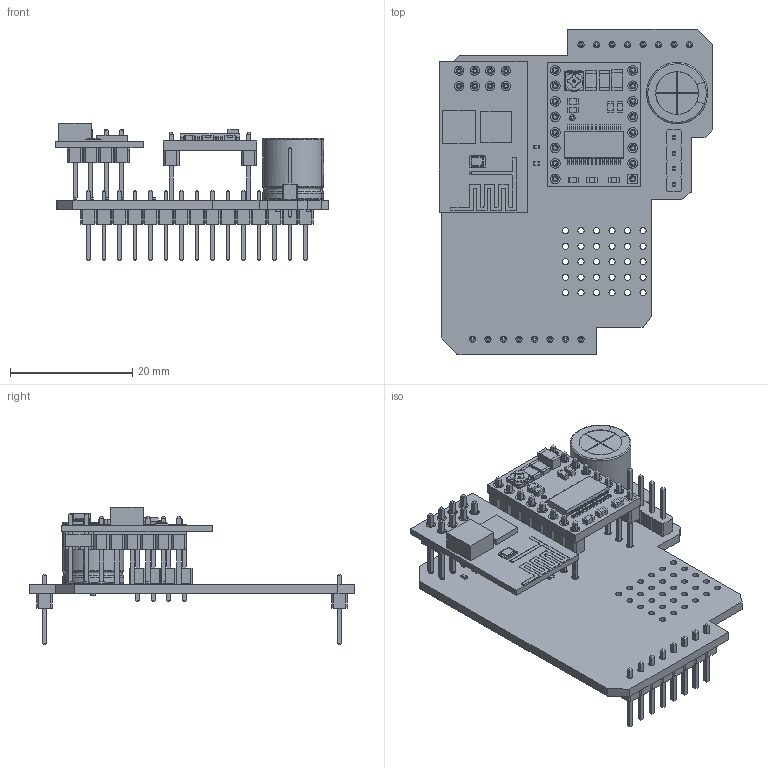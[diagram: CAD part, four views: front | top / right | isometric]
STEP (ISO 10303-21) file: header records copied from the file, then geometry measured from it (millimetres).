
FILE_DESCRIPTION(('KiCad electronic assembly'),'2;1');
FILE_NAME('AquarioUnoShield.step','2025-06-01T16:05:29',('Pcbnew'),( 'Kicad'),'Open CASCADE STEP processor 7.8','KiCad to STEP converter' ,'Unknown');
FILE_SCHEMA(('AUTOMOTIVE_DESIGN { 1 0 10303 214 1 1 1 1 }'));
Length unit declared in the file: millimetre
Products named in the file (8): AquarioUnoShield 1; PinHeader_1x08_P2.54mm_Vertical; DRV8825_STEPPER_MOTOR_DRIVER_CARRIER; R_0402_1005Metric; PinHeader_1x04_P2.54mm_Vertical; ESP8266-01_ESP-01; CP_Radial_D10.0mm_P5.00mm; AquarioUnoShield_PCB
Assembly tree (11 placements, depth 2):
  AquarioUnoShield 1
    PinHeader_1x08_P2.54mm_Vertical  x2
    DRV8825_STEPPER_MOTOR_DRIVER_CARRIER
    R_0402_1005Metric  x4
    PinHeader_1x04_P2.54mm_Vertical
    ESP8266-01_ESP-01
    CP_Radial_D10.0mm_P5.00mm
    AquarioUnoShield_PCB
Bounding box: 44.82 x 53.34 x 22.54 mm (x, y, z)
Volume: 5462.9 mm3; surface area: 11409.2 mm2
Topology: 127 solids, 128 shells, 2375 faces, 5800 edges, 3728 vertices
Faces by surface type: plane 1869, cylinder 481, revolution 14, bspline 5, torus 4, cone 2
Full cylindrical faces by diameter (mm): 0.7 x2, 0.8 x8, 1 x52, 1.1 x16
Entity records: 65549 total; most frequent: CARTESIAN_POINT 11309, DIRECTION 10255, ORIENTED_EDGE 10252, EDGE_CURVE 5126, LINE 4157, VECTOR 4157, VERTEX_POINT 3304, AXIS2_PLACEMENT_3D 3042
